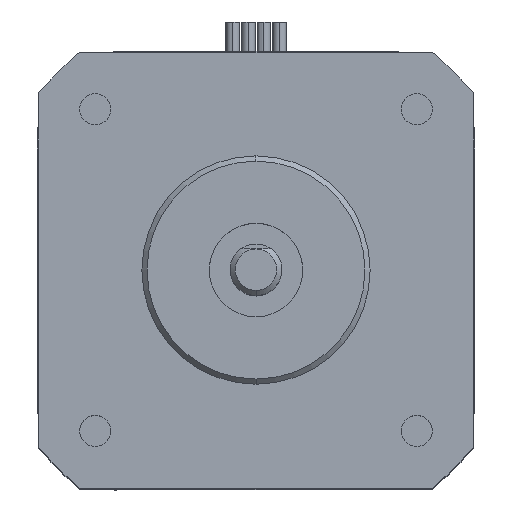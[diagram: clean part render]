
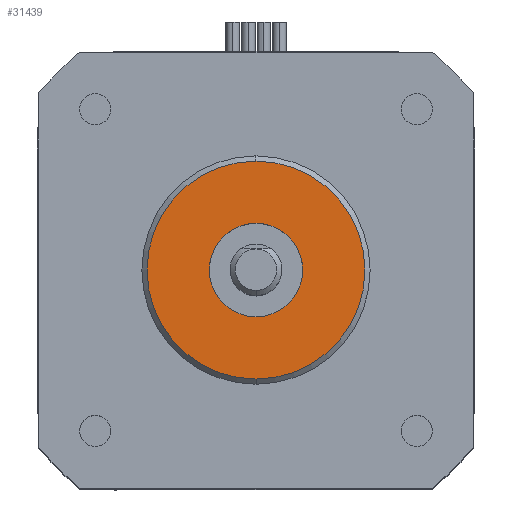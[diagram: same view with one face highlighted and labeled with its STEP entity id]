
A CAD part, top view. The second image highlights one B-rep face of the part: STEP entity #31439.
In plain terms, the highlighted planar face has unit normal (0, 0, 1).
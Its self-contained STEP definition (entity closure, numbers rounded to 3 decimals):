
#509 = CARTESIAN_POINT ( 'NONE',  ( 0., 0., 52.9 ) ) ;
#688 = DIRECTION ( 'NONE',  ( 0., 0., -1. ) ) ;
#961 = AXIS2_PLACEMENT_3D ( 'NONE', #32085, #15932, #34836 ) ;
#3197 = DIRECTION ( 'NONE',  ( 1., 0., 0. ) ) ;
#3270 = DIRECTION ( 'NONE',  ( 0., 0., 1. ) ) ;
#3519 = EDGE_CURVE ( 'NONE', #5259, #21768, #22141, .T. ) ;
#5259 = VERTEX_POINT ( 'NONE', #18101 ) ;
#8735 = CIRCLE ( 'NONE', #32918, 10.5 ) ;
#9131 = ORIENTED_EDGE ( 'NONE', *, *, #3519, .T. ) ;
#9213 = AXIS2_PLACEMENT_3D ( 'NONE', #16790, #688, #19531 ) ;
#9530 = ORIENTED_EDGE ( 'NONE', *, *, #29482, .T. ) ;
#9929 = CARTESIAN_POINT ( 'NONE',  ( -10.5, 0., 52.9 ) ) ;
#13194 = VERTEX_POINT ( 'NONE', #34572 ) ;
#14430 = AXIS2_PLACEMENT_3D ( 'NONE', #19423, #3270, #22106 ) ;
#14562 = FACE_OUTER_BOUND ( 'NONE', #21322, .T. ) ;
#15126 = DIRECTION ( 'NONE',  ( 0., 0., 1. ) ) ;
#15932 = DIRECTION ( 'NONE',  ( 0., 0., 1. ) ) ;
#16199 = AXIS2_PLACEMENT_3D ( 'NONE', #509, #19346, #3197 ) ;
#16790 = CARTESIAN_POINT ( 'NONE',  ( 0., 0., 52.9 ) ) ;
#18101 = CARTESIAN_POINT ( 'NONE',  ( -4.5, 0., 52.9 ) ) ;
#19346 = DIRECTION ( 'NONE',  ( 0., 0., -1. ) ) ;
#19423 = CARTESIAN_POINT ( 'NONE',  ( 0., 0., 52.9 ) ) ;
#19531 = DIRECTION ( 'NONE',  ( 1., 0., 0. ) ) ;
#20071 = ORIENTED_EDGE ( 'NONE', *, *, #26570, .T. ) ;
#20916 = FACE_BOUND ( 'NONE', #33548, .T. ) ;
#21239 = PLANE ( 'NONE',  #961 ) ;
#21322 = EDGE_LOOP ( 'NONE', ( #34008, #9530 ) ) ;
#21768 = VERTEX_POINT ( 'NONE', #22640 ) ;
#22106 = DIRECTION ( 'NONE',  ( 1., 0., 0. ) ) ;
#22141 = CIRCLE ( 'NONE', #16199, 4.5 ) ;
#22640 = CARTESIAN_POINT ( 'NONE',  ( 4.5, 0., 52.9 ) ) ;
#23147 = EDGE_CURVE ( 'NONE', #30055, #13194, #34310, .T. ) ;
#25689 = CIRCLE ( 'NONE', #9213, 4.5 ) ;
#26570 = EDGE_CURVE ( 'NONE', #21768, #5259, #25689, .T. ) ;
#29482 = EDGE_CURVE ( 'NONE', #13194, #30055, #8735, .T. ) ;
#30055 = VERTEX_POINT ( 'NONE', #9929 ) ;
#31286 = CARTESIAN_POINT ( 'NONE',  ( 0., 0., 52.9 ) ) ;
#31439 = ADVANCED_FACE ( 'NONE', ( #14562, #20916 ), #21239, .T. ) ;
#32085 = CARTESIAN_POINT ( 'NONE',  ( 0., 0., 52.9 ) ) ;
#32918 = AXIS2_PLACEMENT_3D ( 'NONE', #31286, #15126, #34035 ) ;
#33548 = EDGE_LOOP ( 'NONE', ( #20071, #9131 ) ) ;
#34008 = ORIENTED_EDGE ( 'NONE', *, *, #23147, .T. ) ;
#34035 = DIRECTION ( 'NONE',  ( 1., 0., 0. ) ) ;
#34310 = CIRCLE ( 'NONE', #14430, 10.5 ) ;
#34572 = CARTESIAN_POINT ( 'NONE',  ( 10.5, 0., 52.9 ) ) ;
#34836 = DIRECTION ( 'NONE',  ( 1., 0., 0. ) ) ;
